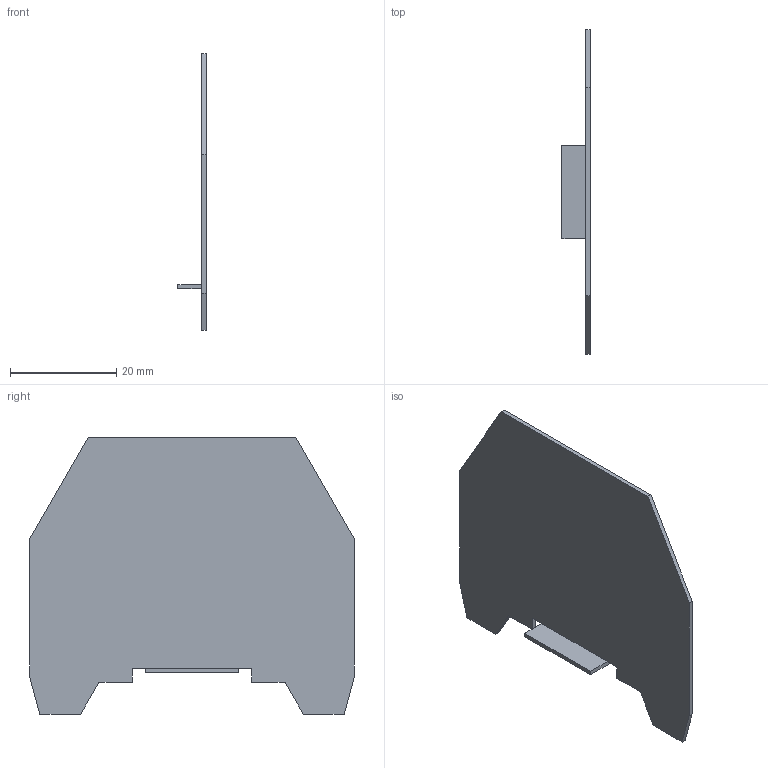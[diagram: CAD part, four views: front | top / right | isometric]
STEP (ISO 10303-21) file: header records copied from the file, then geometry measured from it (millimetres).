
FILE_DESCRIPTION(('Creo Elements/Direct Modeling STEP Export'),'2;1');
FILE_NAME('model.stp','2020-11-30T 6:51:19',(''),(''),'Creo Elements/Direct Modeling STEP processor for AP214 (Solid Model)','Creo Elements/Direct Modeling 20.1A 29-Sep-2018 (C) Parametric Technology GmbH','');
FILE_SCHEMA(('AUTOMOTIVE_DESIGN { 1 0 10303 214 1 1 1 1 }'));
Length unit declared in the file: millimetre
Products named in the file (2): TS_RTK_BEN-Select
Assembly tree (1 placements, depth 2):
  TS_RTK_BEN-Select
    TS_RTK_BEN-Select
Bounding box: 5.3 x 61 x 52 mm (x, y, z)
Volume: 2203.1 mm3; surface area: 5691.4 mm2
Topology: 1 solids, 1 shells, 24 faces, 64 edges, 42 vertices
Faces by surface type: plane 24
Entity records: 969 total; most frequent: CARTESIAN_POINT 132, ORIENTED_EDGE 128, DIRECTION 116, VECTOR 64, LINE 64, EDGE_CURVE 64, VERTEX_POINT 42, AXIS2_PLACEMENT_3D 26
